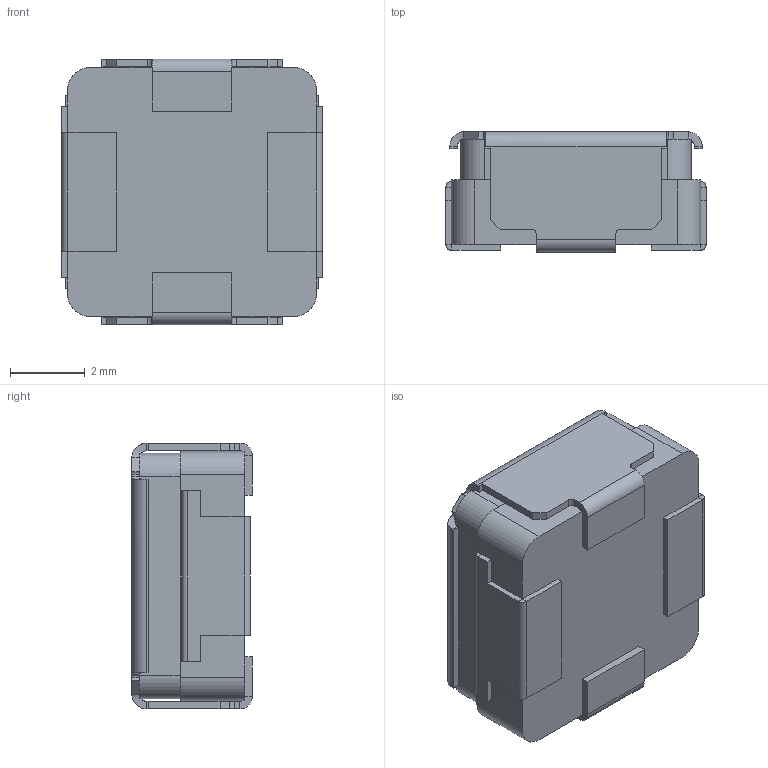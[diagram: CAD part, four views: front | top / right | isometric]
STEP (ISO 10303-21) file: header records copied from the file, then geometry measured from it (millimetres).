
FILE_DESCRIPTION (( 'STEP AP214' ), '1' );
FILE_NAME ('IHLE-2525CD.STEP', '2018-02-19T16:27:50', ( '' ), ( '' ), 'SwSTEP 2.0', 'SolidWorks 2017', '' );
FILE_SCHEMA (( 'AUTOMOTIVE_DESIGN' ));
Length unit declared in the file: inch
Products named in the file (1): IHLE-2525CD
Bounding box: 6.97 x 3.23 x 7.11 mm (x, y, z)
Volume: 138.4 mm3; surface area: 232 mm2
Topology: 1 solids, 1 shells, 145 faces, 390 edges, 244 vertices
Faces by surface type: plane 99, cylinder 38, bspline 8
Entity records: 6641 total; most frequent: CARTESIAN_POINT 1168, ORIENTED_EDGE 780, DIRECTION 678, EDGE_CURVE 390, VECTOR 282, LINE 282, VERTEX_POINT 244, AXIS2_PLACEMENT_3D 198
